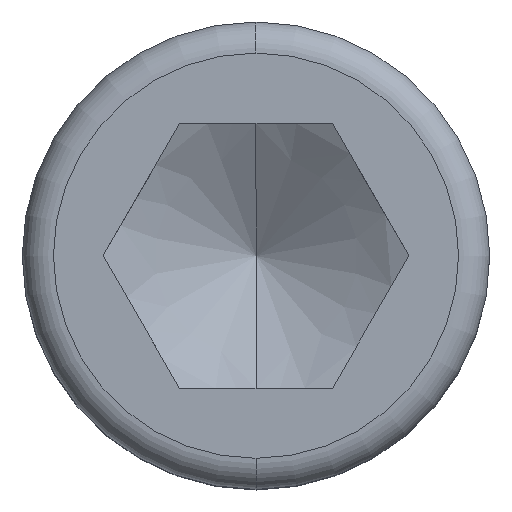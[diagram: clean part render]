
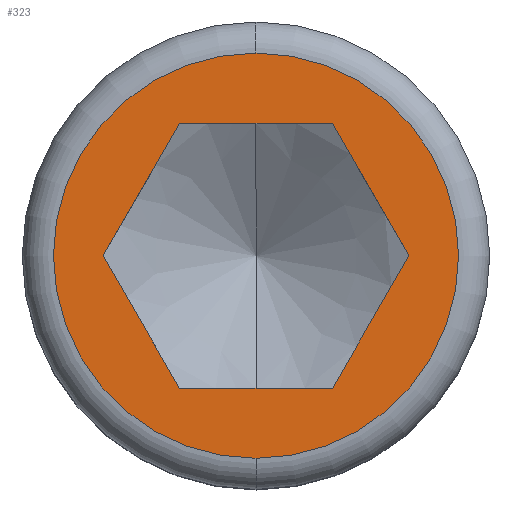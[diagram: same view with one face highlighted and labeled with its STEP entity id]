
A CAD part, top view. The second image highlights one B-rep face of the part: STEP entity #323.
In plain terms, the highlighted planar face has unit normal (0, 0, 1).
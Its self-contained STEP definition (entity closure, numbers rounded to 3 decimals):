
#167=VERTEX_POINT('',#399);
#177=EDGE_CURVE('',#249,#207,#410,.T.);
#185=EDGE_CURVE('',#213,#337,#420,.T.);
#205=EDGE_CURVE('',#267,#251,#443,.T.);
#207=VERTEX_POINT('',#445);
#213=VERTEX_POINT('',#452);
#235=EDGE_CURVE('',#337,#213,#478,.T.);
#247=EDGE_CURVE('',#251,#249,#491,.T.);
#249=VERTEX_POINT('',#493);
#251=VERTEX_POINT('',#495);
#259=EDGE_CURVE('',#325,#267,#504,.T.);
#267=VERTEX_POINT('',#513);
#303=EDGE_CURVE('',#167,#325,#552,.T.);
#317=EDGE_CURVE('',#207,#167,#566,.T.);
#323=ADVANCED_FACE('',(#572,#573),#574,.T.);
#325=VERTEX_POINT('',#576);
#337=VERTEX_POINT('',#589);
#399=CARTESIAN_POINT('',(4.908,-8.5,20.));
#410=LINE('',#665,#666);
#420=CIRCLE('',#678,13.0);
#443=LINE('',#709,#710);
#445=CARTESIAN_POINT('',(9.815,0.,20.));
#452=CARTESIAN_POINT('',(0.,-13.0,20.0));
#478=CIRCLE('',#772,13.0);
#491=LINE('',#786,#787);
#493=CARTESIAN_POINT('',(4.907,8.5,20.));
#495=CARTESIAN_POINT('',(-4.908,8.5,20.));
#504=LINE('',#811,#812);
#513=CARTESIAN_POINT('',(-9.815,0.0,20.));
#552=LINE('',#904,#905);
#566=LINE('',#926,#927);
#572=FACE_BOUND('',#934,.T.);
#573=FACE_OUTER_BOUND('',#935,.T.);
#574=PLANE('',#936);
#576=CARTESIAN_POINT('',(-4.907,-8.5,20.));
#589=CARTESIAN_POINT('',(0.,13.0,20.0));
#665=CARTESIAN_POINT('',(8.588,2.125,20.));
#666=VECTOR('',#1049,1.0);
#678=AXIS2_PLACEMENT_3D('',#1070,#1071,#1072);
#709=CARTESIAN_POINT('',(-6.134,6.375,20.));
#710=VECTOR('',#1103,1.0);
#772=AXIS2_PLACEMENT_3D('',#1151,#1152,#1153);
#786=CARTESIAN_POINT('',(2.454,8.5,20.));
#787=VECTOR('',#1162,1.0);
#811=CARTESIAN_POINT('',(-8.588,-2.125,20.));
#812=VECTOR('',#1169,1.0);
#904=CARTESIAN_POINT('',(-2.454,-8.5,20.));
#905=VECTOR('',#1214,1.0);
#926=CARTESIAN_POINT('',(6.134,-6.375,20.));
#927=VECTOR('',#1223,1.0);
#934=EDGE_LOOP('',(#1227,#1228,#1229,#1230,#1231,#1232));
#935=EDGE_LOOP('',(#1233,#1234));
#936=AXIS2_PLACEMENT_3D('',#1235,#1236,#1237);
#1049=DIRECTION('',(0.5,-0.866,0.0));
#1070=CARTESIAN_POINT('',(0.,0.,20.0));
#1071=DIRECTION('',(0.0,0.0,1.0));
#1072=DIRECTION('',(-1.0,0.0,0.0));
#1103=DIRECTION('',(0.5,0.866,0.0));
#1151=CARTESIAN_POINT('',(0.,0.,20.0));
#1152=DIRECTION('',(0.0,0.0,1.0));
#1153=DIRECTION('',(-1.0,0.0,0.0));
#1162=DIRECTION('',(1.0,0.0,0.0));
#1169=DIRECTION('',(-0.5,0.866,0.0));
#1214=DIRECTION('',(-1.0,0.0,0.0));
#1223=DIRECTION('',(-0.5,-0.866,0.0));
#1227=ORIENTED_EDGE('',*,*,#259,.T.);
#1228=ORIENTED_EDGE('',*,*,#205,.T.);
#1229=ORIENTED_EDGE('',*,*,#247,.T.);
#1230=ORIENTED_EDGE('',*,*,#177,.T.);
#1231=ORIENTED_EDGE('',*,*,#317,.T.);
#1232=ORIENTED_EDGE('',*,*,#303,.T.);
#1233=ORIENTED_EDGE('',*,*,#185,.T.);
#1234=ORIENTED_EDGE('',*,*,#235,.T.);
#1235=CARTESIAN_POINT('',(0.,-12.408,20.0));
#1236=DIRECTION('',(0.0,0.0,1.0));
#1237=DIRECTION('',(0.,-1.0,0.0));
